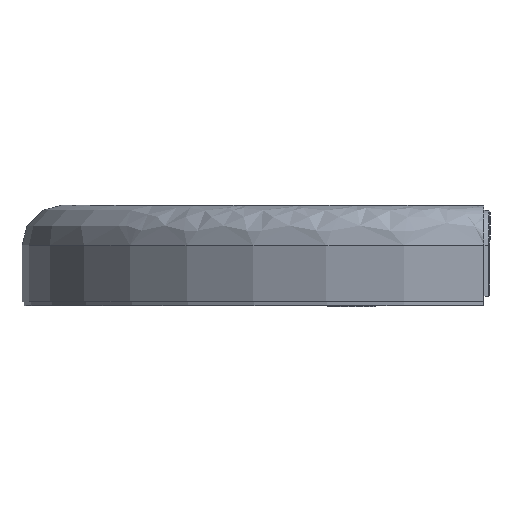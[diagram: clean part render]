
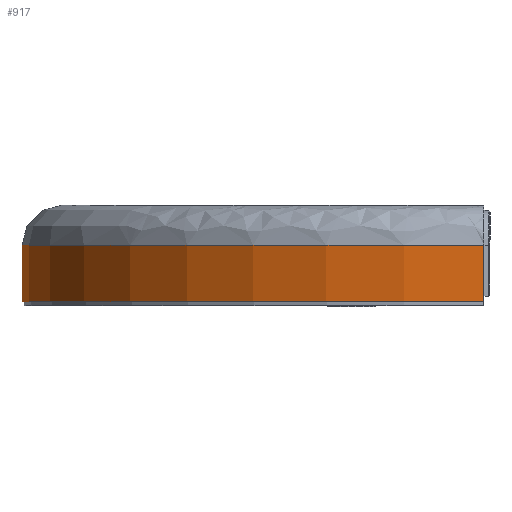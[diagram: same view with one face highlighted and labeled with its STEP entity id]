
A CAD part, front view. The second image highlights one B-rep face of the part: STEP entity #917.
In plain terms, the highlighted cylindrical face has radius 115 mm (diameter 230 mm), a partial arc.
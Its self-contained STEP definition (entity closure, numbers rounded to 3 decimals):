
#142 = VERTEX_POINT ( 'NONE', #2877 ) ;
#226 = CARTESIAN_POINT ( 'NONE',  ( 0., -564.5, 0. ) ) ;
#557 = CARTESIAN_POINT ( 'NONE',  ( 0., -449.5, 421. ) ) ;
#767 = CIRCLE ( 'NONE', #1078, 115. ) ;
#801 = ORIENTED_EDGE ( 'NONE', *, *, #1085, .F. ) ;
#816 = CARTESIAN_POINT ( 'NONE',  ( 0., -564.5, 397. ) ) ;
#853 = AXIS2_PLACEMENT_3D ( 'NONE', #3515, #1300, #3550 ) ;
#917 = ADVANCED_FACE ( 'NONE', ( #2287 ), #3061, .T. ) ;
#958 = CARTESIAN_POINT ( 'NONE',  ( 0., -334.5, 0. ) ) ;
#1028 = CIRCLE ( 'NONE', #853, 115. ) ;
#1078 = AXIS2_PLACEMENT_3D ( 'NONE', #1522, #3753, #1804 ) ;
#1085 = EDGE_CURVE ( 'NONE', #1144, #142, #3321, .T. ) ;
#1144 = VERTEX_POINT ( 'NONE', #2409 ) ;
#1300 = DIRECTION ( 'NONE',  ( 0., 0., 1. ) ) ;
#1427 = ORIENTED_EDGE ( 'NONE', *, *, #1849, .T. ) ;
#1522 = CARTESIAN_POINT ( 'NONE',  ( 0., -449.5, 411. ) ) ;
#1571 = DIRECTION ( 'NONE',  ( 0., 0., 1. ) ) ;
#1627 = VERTEX_POINT ( 'NONE', #816 ) ;
#1638 = VECTOR ( 'NONE', #1571, 1000. ) ;
#1795 = DIRECTION ( 'NONE',  ( 0., 0., -1. ) ) ;
#1804 = DIRECTION ( 'NONE',  ( 1., -0.01, 0. ) ) ;
#1849 = EDGE_CURVE ( 'NONE', #1144, #1627, #1028, .T. ) ;
#2124 = AXIS2_PLACEMENT_3D ( 'NONE', #557, #4063, #2149 ) ;
#2149 = DIRECTION ( 'NONE',  ( 1., 0., 0. ) ) ;
#2169 = ORIENTED_EDGE ( 'NONE', *, *, #3229, .F. ) ;
#2287 = FACE_OUTER_BOUND ( 'NONE', #3008, .T. ) ;
#2306 = ORIENTED_EDGE ( 'NONE', *, *, #2656, .F. ) ;
#2409 = CARTESIAN_POINT ( 'NONE',  ( 0., -334.5, 397. ) ) ;
#2656 = EDGE_CURVE ( 'NONE', #142, #3902, #767, .T. ) ;
#2877 = CARTESIAN_POINT ( 'NONE',  ( 0., -334.5, 411. ) ) ;
#3008 = EDGE_LOOP ( 'NONE', ( #801, #1427, #2169, #2306 ) ) ;
#3061 = CYLINDRICAL_SURFACE ( 'NONE', #2124, 115. ) ;
#3229 = EDGE_CURVE ( 'NONE', #3902, #1627, #3820, .T. ) ;
#3321 = LINE ( 'NONE', #958, #1638 ) ;
#3501 = CARTESIAN_POINT ( 'NONE',  ( 0., -564.5, 411. ) ) ;
#3515 = CARTESIAN_POINT ( 'NONE',  ( 0., -449.5, 397. ) ) ;
#3550 = DIRECTION ( 'NONE',  ( 1., 0., 0. ) ) ;
#3706 = VECTOR ( 'NONE', #1795, 1000. ) ;
#3753 = DIRECTION ( 'NONE',  ( 0., 0., 1. ) ) ;
#3820 = LINE ( 'NONE', #226, #3706 ) ;
#3902 = VERTEX_POINT ( 'NONE', #3501 ) ;
#4063 = DIRECTION ( 'NONE',  ( 0., 0., 1. ) ) ;
